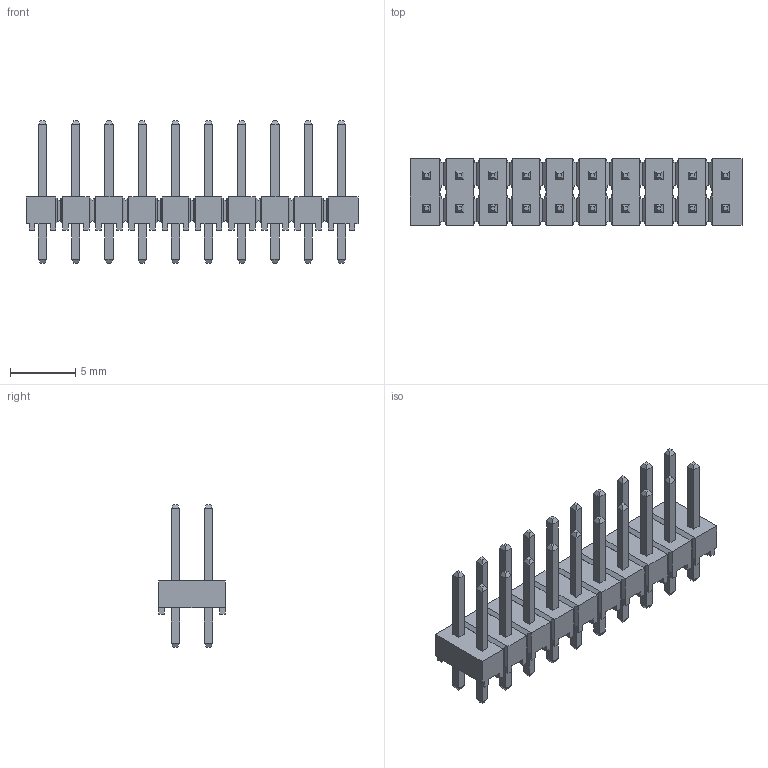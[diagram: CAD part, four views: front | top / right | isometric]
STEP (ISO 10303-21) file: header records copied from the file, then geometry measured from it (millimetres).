
FILE_DESCRIPTION(/* description */ (''),/* implementation_level */ '2;1');
FILE_NAME(/* name */ 'SAMTEC_TSW-110-07-L-D-LL.stp',/* time_stamp */ '2016-12-07T13:35:30+01:00',/* author */ ('riccim'),/* organization */ (''),/* preprocessor_version */ 'ST-DEVELOPER v15.5',/* originating_system */ 'AutoCAD Mechanical',/* authorisation */ ' ');
FILE_SCHEMA (('AUTOMOTIVE_DESIGN { 1 0 10303 214 3 1 1 }'));
Length unit declared in the file: millimetre
Products named in the file (1): Product
Bounding box: 25.4 x 5.08 x 10.92 mm (x, y, z)
Volume: 319.7 mm3; surface area: 1122.7 mm2
Topology: 41 solids, 41 shells, 862 faces, 2054 edges, 1256 vertices
Faces by surface type: plane 862
Entity records: 24040 total; most frequent: CARTESIAN_POINT 4173, ORIENTED_EDGE 4108, DIRECTION 3780, LINE 2054, VECTOR 2054, EDGE_CURVE 2054, VERTEX_POINT 1256, EDGE_LOOP 902
